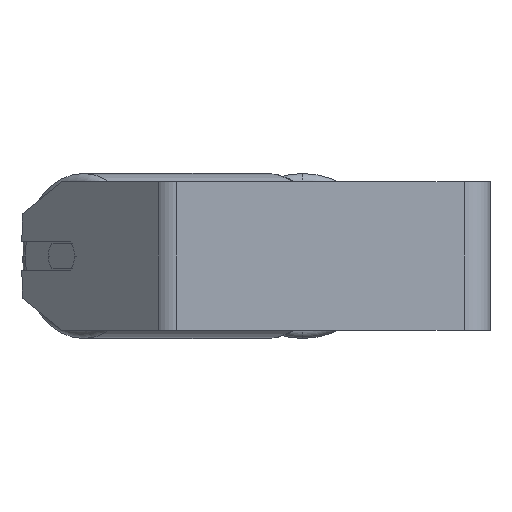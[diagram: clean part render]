
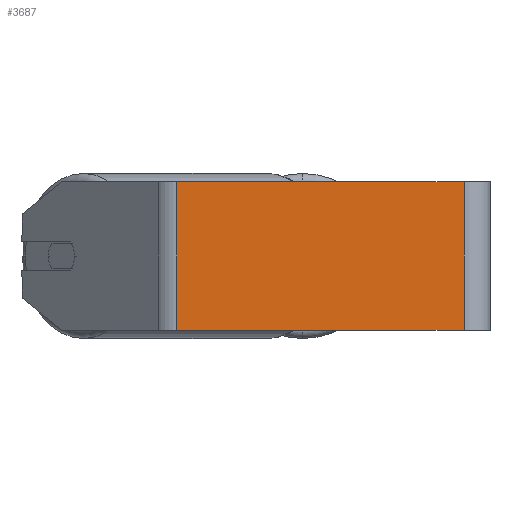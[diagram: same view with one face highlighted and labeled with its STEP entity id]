
A CAD part, left-side view. The second image highlights one B-rep face of the part: STEP entity #3687.
In plain terms, the highlighted planar face has unit normal (-1, 0, 0).
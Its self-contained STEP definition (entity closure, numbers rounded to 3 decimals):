
#409 = VERTEX_POINT ( 'NONE', #2125 ) ;
#583 = LINE ( 'NONE', #7100, #2168 ) ;
#787 = CARTESIAN_POINT ( 'NONE',  ( -285., 14., 40. ) ) ;
#836 = AXIS2_PLACEMENT_3D ( 'NONE', #6183, #1721, #5626 ) ;
#997 = PLANE ( 'NONE',  #836 ) ;
#1570 = VERTEX_POINT ( 'NONE', #2883 ) ;
#1721 = DIRECTION ( 'NONE',  ( 1., 0., 0. ) ) ;
#2125 = CARTESIAN_POINT ( 'NONE',  ( -285., 168.931, 40. ) ) ;
#2168 = VECTOR ( 'NONE', #3117, 1000. ) ;
#2237 = VERTEX_POINT ( 'NONE', #2792 ) ;
#2592 = ORIENTED_EDGE ( 'NONE', *, *, #6617, .F. ) ;
#2792 = CARTESIAN_POINT ( 'NONE',  ( -285., 168.931, -40. ) ) ;
#2883 = CARTESIAN_POINT ( 'NONE',  ( -285., 14., 40. ) ) ;
#2897 = CARTESIAN_POINT ( 'NONE',  ( -285., 174.73, 40. ) ) ;
#2961 = LINE ( 'NONE', #5652, #6081 ) ;
#3117 = DIRECTION ( 'NONE',  ( 0., -1., 0. ) ) ;
#3687 = ADVANCED_FACE ( 'NONE', ( #4385 ), #997, .F. ) ;
#4015 = LINE ( 'NONE', #787, #5407 ) ;
#4060 = EDGE_LOOP ( 'NONE', ( #4791, #7889, #2592, #5792 ) ) ;
#4385 = FACE_OUTER_BOUND ( 'NONE', #4060, .T. ) ;
#4791 = ORIENTED_EDGE ( 'NONE', *, *, #7414, .T. ) ;
#5252 = DIRECTION ( 'NONE',  ( 0., 0., -1. ) ) ;
#5407 = VECTOR ( 'NONE', #5252, 1000. ) ;
#5626 = DIRECTION ( 'NONE',  ( 0., 0., -1. ) ) ;
#5652 = CARTESIAN_POINT ( 'NONE',  ( -285., 168.931, 40. ) ) ;
#5744 = EDGE_CURVE ( 'NONE', #409, #2237, #2961, .T. ) ;
#5792 = ORIENTED_EDGE ( 'NONE', *, *, #5744, .T. ) ;
#6081 = VECTOR ( 'NONE', #6768, 1000. ) ;
#6183 = CARTESIAN_POINT ( 'NONE',  ( -285., 174.73, 40. ) ) ;
#6282 = VERTEX_POINT ( 'NONE', #7733 ) ;
#6496 = EDGE_CURVE ( 'NONE', #1570, #6282, #4015, .T. ) ;
#6617 = EDGE_CURVE ( 'NONE', #409, #1570, #6789, .T. ) ;
#6768 = DIRECTION ( 'NONE',  ( 0., 0., -1. ) ) ;
#6789 = LINE ( 'NONE', #2897, #8273 ) ;
#7100 = CARTESIAN_POINT ( 'NONE',  ( -285., 174.73, -40. ) ) ;
#7414 = EDGE_CURVE ( 'NONE', #2237, #6282, #583, .T. ) ;
#7469 = DIRECTION ( 'NONE',  ( 0., -1., 0. ) ) ;
#7733 = CARTESIAN_POINT ( 'NONE',  ( -285., 14., -40. ) ) ;
#7889 = ORIENTED_EDGE ( 'NONE', *, *, #6496, .F. ) ;
#8273 = VECTOR ( 'NONE', #7469, 1000. ) ;
